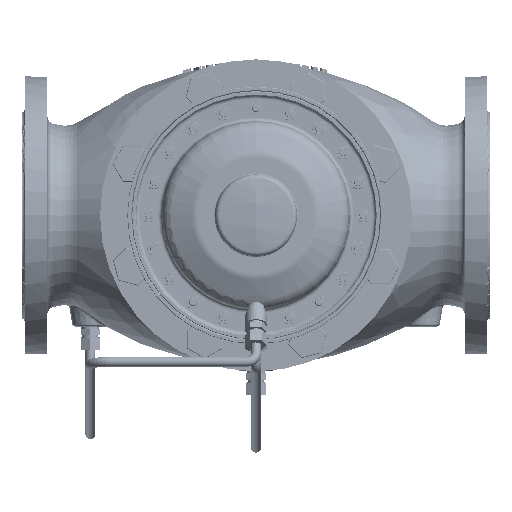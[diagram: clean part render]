
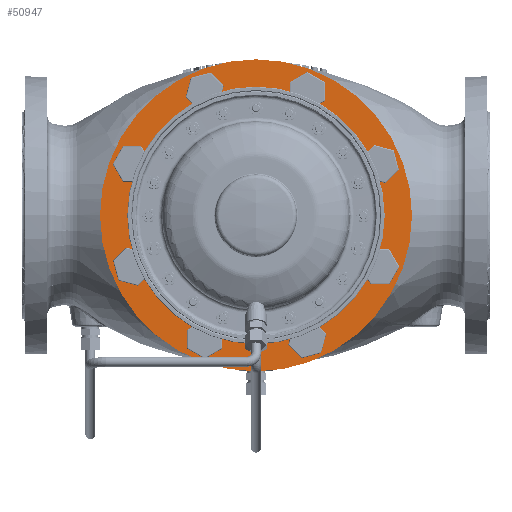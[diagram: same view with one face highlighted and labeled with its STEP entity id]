
A CAD part, front view. The second image highlights one B-rep face of the part: STEP entity #50947.
In plain terms, the highlighted face is planar.
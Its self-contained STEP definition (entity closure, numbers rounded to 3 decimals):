
#44257=CARTESIAN_POINT('',(0.,35.,0.));
#44258=DIRECTION('',(0.,-1.,0.));
#44259=DIRECTION('',(1.,0.,0.));
#44260=AXIS2_PLACEMENT_3D('',#44257,#44258,#44259);
#44262=CARTESIAN_POINT('',(0.,35.,0.));
#44263=DIRECTION('',(0.,1.,0.));
#44264=DIRECTION('',(1.,0.,0.));
#44265=AXIS2_PLACEMENT_3D('',#44262,#44263,#44264);
#44267=CARTESIAN_POINT('',(127.033,35.,-52.619));
#44268=DIRECTION('',(0.,1.,0.));
#44269=DIRECTION('',(1.,0.,0.));
#44270=AXIS2_PLACEMENT_3D('',#44267,#44268,#44269);
#44272=CARTESIAN_POINT('',(127.033,35.,-52.619));
#44273=DIRECTION('',(0.,1.,0.));
#44274=DIRECTION('',(-1.,0.,0.));
#44275=AXIS2_PLACEMENT_3D('',#44272,#44273,#44274);
#44277=CARTESIAN_POINT('',(127.033,35.,52.619));
#44278=DIRECTION('',(0.,1.,0.));
#44279=DIRECTION('',(0.707,0.,0.707));
#44280=AXIS2_PLACEMENT_3D('',#44277,#44278,#44279);
#44282=CARTESIAN_POINT('',(127.033,35.,52.619));
#44283=DIRECTION('',(0.,1.,0.));
#44284=DIRECTION('',(-0.707,0.,-0.707));
#44285=AXIS2_PLACEMENT_3D('',#44282,#44283,#44284);
#44287=CARTESIAN_POINT('',(52.619,35.,127.033));
#44288=DIRECTION('',(0.,1.,0.));
#44289=DIRECTION('',(0.,0.,1.));
#44290=AXIS2_PLACEMENT_3D('',#44287,#44288,#44289);
#44292=CARTESIAN_POINT('',(52.619,35.,127.033));
#44293=DIRECTION('',(0.,1.,0.));
#44294=DIRECTION('',(0.,0.,-1.));
#44295=AXIS2_PLACEMENT_3D('',#44292,#44293,#44294);
#44297=CARTESIAN_POINT('',(-52.619,35.,127.033));
#44298=DIRECTION('',(0.,1.,0.));
#44299=DIRECTION('',(-0.707,0.,0.707));
#44300=AXIS2_PLACEMENT_3D('',#44297,#44298,#44299);
#44302=CARTESIAN_POINT('',(-52.619,35.,127.033));
#44303=DIRECTION('',(0.,1.,0.));
#44304=DIRECTION('',(0.707,0.,-0.707));
#44305=AXIS2_PLACEMENT_3D('',#44302,#44303,#44304);
#44307=CARTESIAN_POINT('',(-127.033,35.,52.619));
#44308=DIRECTION('',(0.,1.,0.));
#44309=DIRECTION('',(-1.,0.,0.));
#44310=AXIS2_PLACEMENT_3D('',#44307,#44308,#44309);
#44312=CARTESIAN_POINT('',(-127.033,35.,52.619));
#44313=DIRECTION('',(0.,1.,0.));
#44314=DIRECTION('',(1.,0.,0.));
#44315=AXIS2_PLACEMENT_3D('',#44312,#44313,#44314);
#44317=CARTESIAN_POINT('',(-127.033,35.,-52.619));
#44318=DIRECTION('',(0.,1.,0.));
#44319=DIRECTION('',(-0.707,0.,-0.707));
#44320=AXIS2_PLACEMENT_3D('',#44317,#44318,#44319);
#44322=CARTESIAN_POINT('',(-127.033,35.,-52.619));
#44323=DIRECTION('',(0.,1.,0.));
#44324=DIRECTION('',(0.707,0.,0.707));
#44325=AXIS2_PLACEMENT_3D('',#44322,#44323,#44324);
#44327=CARTESIAN_POINT('',(-52.619,35.,-127.033));
#44328=DIRECTION('',(0.,1.,0.));
#44329=DIRECTION('',(0.,0.,-1.));
#44330=AXIS2_PLACEMENT_3D('',#44327,#44328,#44329);
#44332=CARTESIAN_POINT('',(-52.619,35.,-127.033));
#44333=DIRECTION('',(0.,1.,0.));
#44334=DIRECTION('',(0.,0.,1.));
#44335=AXIS2_PLACEMENT_3D('',#44332,#44333,#44334);
#44337=CARTESIAN_POINT('',(52.619,35.,-127.033));
#44338=DIRECTION('',(0.,1.,0.));
#44339=DIRECTION('',(0.707,0.,-0.707));
#44340=AXIS2_PLACEMENT_3D('',#44337,#44338,#44339);
#44342=CARTESIAN_POINT('',(52.619,35.,-127.033));
#44343=DIRECTION('',(0.,1.,0.));
#44344=DIRECTION('',(-0.707,0.,0.707));
#44345=AXIS2_PLACEMENT_3D('',#44342,#44343,#44344);
#44357=CARTESIAN_POINT('',(0.,35.,0.));
#44358=DIRECTION('',(0.,1.,0.));
#44359=DIRECTION('',(1.,0.,0.));
#44360=AXIS2_PLACEMENT_3D('',#44357,#44358,#44359);
#44362=CARTESIAN_POINT('',(0.,35.,0.));
#44363=DIRECTION('',(0.,-1.,0.));
#44364=DIRECTION('',(1.,0.,0.));
#44365=AXIS2_PLACEMENT_3D('',#44362,#44363,#44364);
#49486=CARTESIAN_POINT('',(160.,35.,0.));
#49488=VERTEX_POINT('',#49486);
#49489=CARTESIAN_POINT('',(101.,35.,0.));
#49491=VERTEX_POINT('',#49489);
#49526=CARTESIAN_POINT('',(-160.,35.,0.));
#49528=VERTEX_POINT('',#49526);
#49529=CARTESIAN_POINT('',(-101.,35.,0.));
#49531=VERTEX_POINT('',#49529);
#49605=CARTESIAN_POINT('',(141.033,35.,-52.619));
#49606=CARTESIAN_POINT('',(113.033,35.,-52.619));
#49607=VERTEX_POINT('',#49605);
#49608=VERTEX_POINT('',#49606);
#49621=CARTESIAN_POINT('',(136.933,35.,62.518));
#49622=CARTESIAN_POINT('',(117.134,35.,42.719));
#49623=VERTEX_POINT('',#49621);
#49624=VERTEX_POINT('',#49622);
#49637=CARTESIAN_POINT('',(52.619,35.,141.033));
#49638=CARTESIAN_POINT('',(52.619,35.,113.033));
#49639=VERTEX_POINT('',#49637);
#49640=VERTEX_POINT('',#49638);
#49653=CARTESIAN_POINT('',(-62.518,35.,136.933));
#49654=CARTESIAN_POINT('',(-42.719,35.,117.134));
#49655=VERTEX_POINT('',#49653);
#49656=VERTEX_POINT('',#49654);
#49669=CARTESIAN_POINT('',(-141.033,35.,52.619));
#49670=CARTESIAN_POINT('',(-113.033,35.,52.619));
#49671=VERTEX_POINT('',#49669);
#49672=VERTEX_POINT('',#49670);
#49685=CARTESIAN_POINT('',(-136.933,35.,-62.518));
#49686=CARTESIAN_POINT('',(-117.134,35.,-42.719));
#49687=VERTEX_POINT('',#49685);
#49688=VERTEX_POINT('',#49686);
#49701=CARTESIAN_POINT('',(-52.619,35.,-141.033));
#49702=CARTESIAN_POINT('',(-52.619,35.,-113.033));
#49703=VERTEX_POINT('',#49701);
#49704=VERTEX_POINT('',#49702);
#49717=CARTESIAN_POINT('',(62.518,35.,-136.933));
#49718=CARTESIAN_POINT('',(42.719,35.,-117.134));
#49719=VERTEX_POINT('',#49717);
#49720=VERTEX_POINT('',#49718);
#50888=CARTESIAN_POINT('',(0.,35.,0.));
#50889=DIRECTION('',(0.,-1.,0.));
#50890=DIRECTION('',(-1.,0.,0.));
#50891=AXIS2_PLACEMENT_3D('',#50888,#50889,#50890);
#50892=PLANE('',#50891);
#50893=ORIENTED_EDGE('',*,*,#50883,.T.);
#50894=ORIENTED_EDGE('',*,*,#50867,.F.);
#50895=EDGE_LOOP('',(#50893,#50894));
#50896=FACE_OUTER_BOUND('',#50895,.F.);
#50898=ORIENTED_EDGE('',*,*,#50897,.T.);
#50900=ORIENTED_EDGE('',*,*,#50899,.F.);
#50901=EDGE_LOOP('',(#50898,#50900));
#50902=FACE_BOUND('',#50901,.F.);
#50904=ORIENTED_EDGE('',*,*,#50903,.T.);
#50906=ORIENTED_EDGE('',*,*,#50905,.T.);
#50907=EDGE_LOOP('',(#50904,#50906));
#50908=FACE_BOUND('',#50907,.F.);
#50909=ORIENTED_EDGE('',*,*,#50784,.T.);
#50910=ORIENTED_EDGE('',*,*,#50804,.T.);
#50911=EDGE_LOOP('',(#50909,#50910));
#50912=FACE_BOUND('',#50911,.F.);
#50914=ORIENTED_EDGE('',*,*,#50913,.T.);
#50916=ORIENTED_EDGE('',*,*,#50915,.T.);
#50917=EDGE_LOOP('',(#50914,#50916));
#50918=FACE_BOUND('',#50917,.F.);
#50920=ORIENTED_EDGE('',*,*,#50919,.T.);
#50922=ORIENTED_EDGE('',*,*,#50921,.T.);
#50923=EDGE_LOOP('',(#50920,#50922));
#50924=FACE_BOUND('',#50923,.F.);
#50926=ORIENTED_EDGE('',*,*,#50925,.T.);
#50928=ORIENTED_EDGE('',*,*,#50927,.T.);
#50929=EDGE_LOOP('',(#50926,#50928));
#50930=FACE_BOUND('',#50929,.F.);
#50932=ORIENTED_EDGE('',*,*,#50931,.T.);
#50934=ORIENTED_EDGE('',*,*,#50933,.T.);
#50935=EDGE_LOOP('',(#50932,#50934));
#50936=FACE_BOUND('',#50935,.F.);
#50938=ORIENTED_EDGE('',*,*,#50937,.T.);
#50940=ORIENTED_EDGE('',*,*,#50939,.T.);
#50941=EDGE_LOOP('',(#50938,#50940));
#50942=FACE_BOUND('',#50941,.F.);
#50943=ORIENTED_EDGE('',*,*,#50630,.T.);
#50944=ORIENTED_EDGE('',*,*,#50652,.T.);
#50945=EDGE_LOOP('',(#50943,#50944));
#50946=FACE_BOUND('',#50945,.F.);
#50947=ADVANCED_FACE('',(#50896,#50902,#50908,#50912,#50918,#50924,#50930,
#50936,#50942,#50946),#50892,.F.);
#44261=CIRCLE('',#44260,160.);
#44266=CIRCLE('',#44265,160.);
#44271=CIRCLE('',#44270,14.);
#44276=CIRCLE('',#44275,14.);
#44281=CIRCLE('',#44280,14.);
#44286=CIRCLE('',#44285,14.);
#44291=CIRCLE('',#44290,14.);
#44296=CIRCLE('',#44295,14.);
#44301=CIRCLE('',#44300,14.);
#44306=CIRCLE('',#44305,14.);
#44311=CIRCLE('',#44310,14.);
#44316=CIRCLE('',#44315,14.);
#44321=CIRCLE('',#44320,14.);
#44326=CIRCLE('',#44325,14.);
#44331=CIRCLE('',#44330,14.);
#44336=CIRCLE('',#44335,14.);
#44341=CIRCLE('',#44340,14.);
#44346=CIRCLE('',#44345,14.);
#44361=CIRCLE('',#44360,101.);
#44366=CIRCLE('',#44365,101.);
#50630=EDGE_CURVE('',#49719,#49720,#44341,.T.);
#50652=EDGE_CURVE('',#49720,#49719,#44346,.T.);
#50784=EDGE_CURVE('',#49623,#49624,#44281,.T.);
#50804=EDGE_CURVE('',#49624,#49623,#44286,.T.);
#50867=EDGE_CURVE('',#49488,#49528,#44266,.T.);
#50883=EDGE_CURVE('',#49488,#49528,#44261,.T.);
#50897=EDGE_CURVE('',#49491,#49531,#44361,.T.);
#50899=EDGE_CURVE('',#49491,#49531,#44366,.T.);
#50903=EDGE_CURVE('',#49607,#49608,#44271,.T.);
#50905=EDGE_CURVE('',#49608,#49607,#44276,.T.);
#50913=EDGE_CURVE('',#49639,#49640,#44291,.T.);
#50915=EDGE_CURVE('',#49640,#49639,#44296,.T.);
#50919=EDGE_CURVE('',#49655,#49656,#44301,.T.);
#50921=EDGE_CURVE('',#49656,#49655,#44306,.T.);
#50925=EDGE_CURVE('',#49671,#49672,#44311,.T.);
#50927=EDGE_CURVE('',#49672,#49671,#44316,.T.);
#50931=EDGE_CURVE('',#49687,#49688,#44321,.T.);
#50933=EDGE_CURVE('',#49688,#49687,#44326,.T.);
#50937=EDGE_CURVE('',#49703,#49704,#44331,.T.);
#50939=EDGE_CURVE('',#49704,#49703,#44336,.T.);
